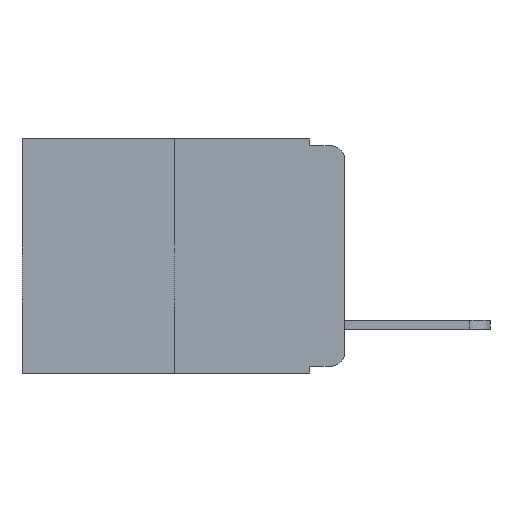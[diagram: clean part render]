
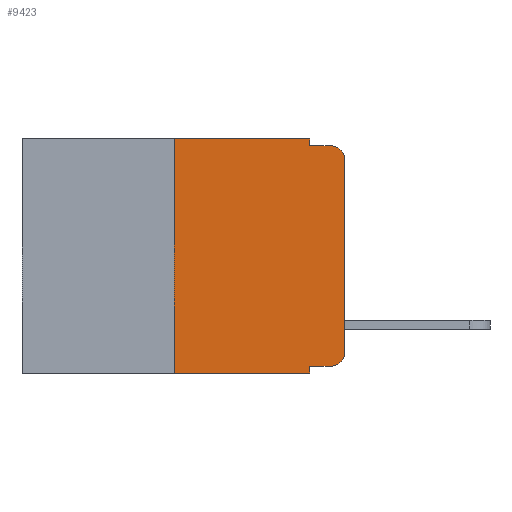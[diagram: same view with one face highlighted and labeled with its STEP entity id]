
A CAD part, left-side view. The second image highlights one B-rep face of the part: STEP entity #9423.
In plain terms, the highlighted planar face has unit normal (-1, 0, 0).
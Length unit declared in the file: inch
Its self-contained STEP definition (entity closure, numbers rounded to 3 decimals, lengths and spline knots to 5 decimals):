
#70 = CARTESIAN_POINT ( 'NONE',  ( 0., 0.051, -0.01 ) ) ;
#159 = CARTESIAN_POINT ( 'NONE',  ( 0., 0.02, -0.313 ) ) ;
#206 = CARTESIAN_POINT ( 'NONE',  ( 0., 0., -0.03 ) ) ;
#295 = CARTESIAN_POINT ( 'NONE',  ( 0., 0., -0.313 ) ) ;
#448 = EDGE_LOOP ( 'NONE', ( #6493, #538, #1197, #2266, #4873, #5361, #5931, #6344, #6792, #7202 ) ) ;
#538 = ORIENTED_EDGE ( 'NONE', *, *, #8781, .T. ) ;
#601 = VECTOR ( 'NONE', #3655, 39.37008 ) ;
#650 = LINE ( 'NONE', #5424, #601 ) ;
#844 = DIRECTION ( 'NONE',  ( 0., -1., 0. ) ) ;
#903 = CARTESIAN_POINT ( 'NONE',  ( 0., 0.051, -0.333 ) ) ;
#1197 = ORIENTED_EDGE ( 'NONE', *, *, #8798, .F. ) ;
#1219 = AXIS2_PLACEMENT_3D ( 'NONE', #4300, #4241, #4220 ) ;
#1458 = AXIS2_PLACEMENT_3D ( 'NONE', #9162, #9170, #9175 ) ;
#1460 = LINE ( 'NONE', #2019, #9345 ) ;
#1958 = LINE ( 'NONE', #9404, #9922 ) ;
#2019 = CARTESIAN_POINT ( 'NONE',  ( 0., 0.051, 0. ) ) ;
#2075 = DIRECTION ( 'NONE',  ( 0., 0., -1. ) ) ;
#2266 = ORIENTED_EDGE ( 'NONE', *, *, #8826, .F. ) ;
#2570 = CARTESIAN_POINT ( 'NONE',  ( 0., 0.051, -0.333 ) ) ;
#2597 = LINE ( 'NONE', #4996, #8583 ) ;
#2979 = DIRECTION ( 'NONE',  ( 0., 0., 1. ) ) ;
#3029 = CARTESIAN_POINT ( 'NONE',  ( 0., 0.25, 0. ) ) ;
#3322 = LINE ( 'NONE', #903, #3624 ) ;
#3624 = VECTOR ( 'NONE', #844, 39.37008 ) ;
#3644 = DIRECTION ( 'NONE',  ( -1., 0., 0. ) ) ;
#3655 = DIRECTION ( 'NONE',  ( 0., -1., 0. ) ) ;
#3697 = CARTESIAN_POINT ( 'NONE',  ( 0., 0.051, 0. ) ) ;
#3734 = DIRECTION ( 'NONE',  ( 0., 0., -1. ) ) ;
#3826 = EDGE_CURVE ( 'NONE', #6383, #9557, #650, .T. ) ;
#3896 = VERTEX_POINT ( 'NONE', #9593 ) ;
#4094 = CARTESIAN_POINT ( 'NONE',  ( 0., 0.051, -0.01 ) ) ;
#4194 = DIRECTION ( 'NONE',  ( 0., -1., 0. ) ) ;
#4220 = DIRECTION ( 'NONE',  ( 0., 0., -1. ) ) ;
#4241 = DIRECTION ( 'NONE',  ( -1., 0., 0. ) ) ;
#4300 = CARTESIAN_POINT ( 'NONE',  ( 0., 0.02, -0.03 ) ) ;
#4331 = VERTEX_POINT ( 'NONE', #2570 ) ;
#4340 = VECTOR ( 'NONE', #4194, 39.37008 ) ;
#4432 = DIRECTION ( 'NONE',  ( 0., 0., -1. ) ) ;
#4527 = VERTEX_POINT ( 'NONE', #6074 ) ;
#4559 = DIRECTION ( 'NONE',  ( 0., 0., 1. ) ) ;
#4564 = CIRCLE ( 'NONE', #1219, 0.02 ) ;
#4726 = CARTESIAN_POINT ( 'NONE',  ( 0., 0.02, -0.333 ) ) ;
#4873 = ORIENTED_EDGE ( 'NONE', *, *, #3826, .F. ) ;
#4878 = AXIS2_PLACEMENT_3D ( 'NONE', #159, #3644, #4432 ) ;
#4996 = CARTESIAN_POINT ( 'NONE',  ( 0., 0., 0. ) ) ;
#5220 = VERTEX_POINT ( 'NONE', #206 ) ;
#5361 = ORIENTED_EDGE ( 'NONE', *, *, #8839, .F. ) ;
#5424 = CARTESIAN_POINT ( 'NONE',  ( 0., 0.473, 0. ) ) ;
#5817 = DIRECTION ( 'NONE',  ( 0., -1., 0. ) ) ;
#5855 = VECTOR ( 'NONE', #2979, 39.37008 ) ;
#5931 = ORIENTED_EDGE ( 'NONE', *, *, #7613, .T. ) ;
#6064 = VECTOR ( 'NONE', #3734, 39.37008 ) ;
#6074 = CARTESIAN_POINT ( 'NONE',  ( 0., 0.02, -0.01 ) ) ;
#6344 = ORIENTED_EDGE ( 'NONE', *, *, #8889, .F. ) ;
#6383 = VERTEX_POINT ( 'NONE', #9806 ) ;
#6493 = ORIENTED_EDGE ( 'NONE', *, *, #8771, .T. ) ;
#6543 = LINE ( 'NONE', #3697, #6064 ) ;
#6792 = ORIENTED_EDGE ( 'NONE', *, *, #8897, .T. ) ;
#7202 = ORIENTED_EDGE ( 'NONE', *, *, #8911, .T. ) ;
#7383 = CIRCLE ( 'NONE', #4878, 0.02 ) ;
#7441 = VERTEX_POINT ( 'NONE', #4726 ) ;
#7609 = LINE ( 'NONE', #3029, #5855 ) ;
#7613 = EDGE_CURVE ( 'NONE', #3896, #8085, #1958, .T. ) ;
#7648 = VERTEX_POINT ( 'NONE', #295 ) ;
#8085 = VERTEX_POINT ( 'NONE', #9698 ) ;
#8583 = VECTOR ( 'NONE', #4559, 39.37008 ) ;
#8771 = EDGE_CURVE ( 'NONE', #7648, #5220, #2597, .T. ) ;
#8781 = EDGE_CURVE ( 'NONE', #5220, #4527, #4564, .T. ) ;
#8798 = EDGE_CURVE ( 'NONE', #9156, #4527, #10001, .T. ) ;
#8826 = EDGE_CURVE ( 'NONE', #9557, #9156, #6543, .T. ) ;
#8839 = EDGE_CURVE ( 'NONE', #3896, #6383, #7609, .T. ) ;
#8889 = EDGE_CURVE ( 'NONE', #4331, #8085, #1460, .T. ) ;
#8897 = EDGE_CURVE ( 'NONE', #4331, #7441, #3322, .T. ) ;
#8911 = EDGE_CURVE ( 'NONE', #7441, #7648, #7383, .T. ) ;
#9057 = CARTESIAN_POINT ( 'NONE',  ( 0., 0.051, 0. ) ) ;
#9156 = VERTEX_POINT ( 'NONE', #70 ) ;
#9162 = CARTESIAN_POINT ( 'NONE',  ( 0., 0.473, 0. ) ) ;
#9170 = DIRECTION ( 'NONE',  ( 1., 0., 0. ) ) ;
#9175 = DIRECTION ( 'NONE',  ( 0., 0., -1. ) ) ;
#9223 = FACE_OUTER_BOUND ( 'NONE', #448, .T. ) ;
#9234 = PLANE ( 'NONE',  #1458 ) ;
#9345 = VECTOR ( 'NONE', #2075, 39.37008 ) ;
#9404 = CARTESIAN_POINT ( 'NONE',  ( 0., 0.473, -0.343 ) ) ;
#9423 = ADVANCED_FACE ( 'NONE', ( #9223 ), #9234, .F. ) ;
#9557 = VERTEX_POINT ( 'NONE', #9057 ) ;
#9593 = CARTESIAN_POINT ( 'NONE',  ( 0., 0.25, -0.343 ) ) ;
#9698 = CARTESIAN_POINT ( 'NONE',  ( 0., 0.051, -0.343 ) ) ;
#9806 = CARTESIAN_POINT ( 'NONE',  ( 0., 0.25, 0. ) ) ;
#9922 = VECTOR ( 'NONE', #5817, 39.37008 ) ;
#10001 = LINE ( 'NONE', #4094, #4340 ) ;
